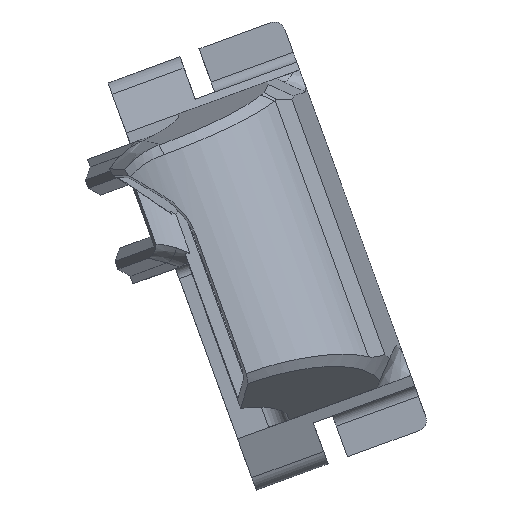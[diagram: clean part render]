
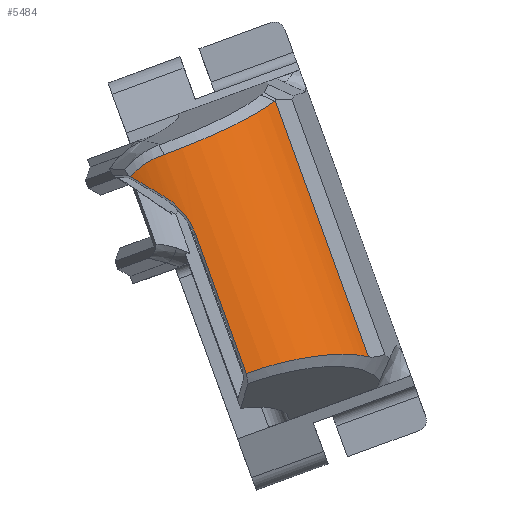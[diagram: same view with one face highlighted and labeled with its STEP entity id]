
A CAD part, top view. The second image highlights one B-rep face of the part: STEP entity #5484.
In plain terms, the highlighted cylindrical face has radius 12.827 mm (diameter 25.654 mm), a partial arc.
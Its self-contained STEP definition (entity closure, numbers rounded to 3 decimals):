
#55=CYLINDRICAL_SURFACE('',#5882,12.827);
#99=B_SPLINE_CURVE_WITH_KNOTS('',3,(#7929,#7930,#7931,#7932,#7933,#7934,
#7935,#7936),.UNSPECIFIED.,.F.,.F.,(4,2,2,4),(1.945,2.11,
2.275,2.372),.UNSPECIFIED.);
#111=B_SPLINE_CURVE_WITH_KNOTS('',3,(#8103,#8104,#8105,#8106,#8107,#8108,
#8109,#8110,#8111,#8112,#8113,#8114,#8115,#8116,#8117,#8118,#8119),
 .UNSPECIFIED.,.F.,.F.,(4,2,2,2,3,2,2,4),(-0.335,-0.293,
-0.251,-0.168,0.,0.025,
0.039,0.04),.UNSPECIFIED.);
#147=B_SPLINE_CURVE_WITH_KNOTS('',3,(#9529,#9530,#9531,#9532,#9533,#9534,
#9535,#9536,#9537,#9538,#9539,#9540,#9541,#9542),.UNSPECIFIED.,.F.,.F.,
(4,2,2,2,2,2,4),(-1.416,-1.24,-1.063,
-0.707,-0.356,-0.179,0.),
 .UNSPECIFIED.);
#148=B_SPLINE_CURVE_WITH_KNOTS('',3,(#9546,#9547,#9548,#9549),
 .UNSPECIFIED.,.F.,.F.,(4,4),(0.,0.),.UNSPECIFIED.);
#149=B_SPLINE_CURVE_WITH_KNOTS('',3,(#9550,#9551,#9552,#9553,#9554,#9555,
#9556,#9557,#9558,#9559,#9560,#9561,#9562,#9563),.UNSPECIFIED.,.F.,.F.,
(4,2,2,2,2,2,4),(-1.409,-1.233,-1.057,
-0.705,-0.352,-0.176,0.),
 .UNSPECIFIED.);
#458=FACE_OUTER_BOUND('',#740,.T.);
#740=EDGE_LOOP('',(#4769,#4770,#4771,#4772,#4773,#4774,#4775,#4776));
#919=LINE('',#7968,#1529);
#1370=LINE('',#9544,#1980);
#1529=VECTOR('',#6216,1000.);
#1980=VECTOR('',#7197,1000.);
#2013=ELLIPSE('',#5619,21.087,12.827);
#2205=VERTEX_POINT('',#7926);
#2206=VERTEX_POINT('',#7928);
#2218=VERTEX_POINT('',#7966);
#2227=VERTEX_POINT('',#8097);
#2228=VERTEX_POINT('',#8102);
#2573=VERTEX_POINT('',#9528);
#2574=VERTEX_POINT('',#9543);
#2575=VERTEX_POINT('',#9545);
#2762=EDGE_CURVE('',#2205,#2206,#99,.T.);
#2776=EDGE_CURVE('',#2218,#2205,#919,.T.);
#2787=EDGE_CURVE('',#2228,#2227,#111,.T.);
#2790=EDGE_CURVE('',#2206,#2227,#2013,.T.);
#3353=EDGE_CURVE('',#2218,#2573,#147,.T.);
#3354=EDGE_CURVE('',#2573,#2574,#1370,.T.);
#3355=EDGE_CURVE('',#2574,#2575,#148,.T.);
#3356=EDGE_CURVE('',#2575,#2228,#149,.T.);
#4769=ORIENTED_EDGE('',*,*,#2787,.T.);
#4770=ORIENTED_EDGE('',*,*,#2790,.F.);
#4771=ORIENTED_EDGE('',*,*,#2762,.F.);
#4772=ORIENTED_EDGE('',*,*,#2776,.F.);
#4773=ORIENTED_EDGE('',*,*,#3353,.T.);
#4774=ORIENTED_EDGE('',*,*,#3354,.T.);
#4775=ORIENTED_EDGE('',*,*,#3355,.T.);
#4776=ORIENTED_EDGE('',*,*,#3356,.T.);
#5484=ADVANCED_FACE('',(#458),#55,.T.);
#5619=AXIS2_PLACEMENT_3D('',#8141,#6219,#6220);
#5882=AXIS2_PLACEMENT_3D('',#9527,#7195,#7196);
#6216=DIRECTION('',(-0.342,0.94,0.));
#6219=DIRECTION('center_axis',(-0.518,-0.836,0.182));
#6220=DIRECTION('ref_axis',(0.828,-0.543,-0.139));
#7195=DIRECTION('center_axis',(-0.342,0.94,0.));
#7196=DIRECTION('ref_axis',(0.94,0.342,0.));
#7197=DIRECTION('',(-0.342,0.94,0.));
#7926=CARTESIAN_POINT('',(378.247,13.29,148.945));
#7928=CARTESIAN_POINT('',(375.448,16.697,148.911));
#7929=CARTESIAN_POINT('Ctrl Pts',(378.247,13.29,148.945));
#7930=CARTESIAN_POINT('Ctrl Pts',(378.058,13.807,148.945));
#7931=CARTESIAN_POINT('Ctrl Pts',(377.785,14.344,148.948));
#7932=CARTESIAN_POINT('Ctrl Pts',(377.1,15.321,148.953));
#7933=CARTESIAN_POINT('Ctrl Pts',(376.688,15.76,148.954));
#7934=CARTESIAN_POINT('Ctrl Pts',(376.018,16.32,148.938));
#7935=CARTESIAN_POINT('Ctrl Pts',(375.743,16.519,148.928));
#7936=CARTESIAN_POINT('Ctrl Pts',(375.448,16.697,148.911));
#7966=CARTESIAN_POINT('',(382.911,0.475,148.945));
#7968=CARTESIAN_POINT('',(384.747,-4.57,148.945));
#8097=CARTESIAN_POINT('',(372.225,18.603,148.491));
#8102=CARTESIAN_POINT('',(375.35,20.638,148.95));
#8103=CARTESIAN_POINT('Ctrl Pts',(375.35,20.638,148.95));
#8104=CARTESIAN_POINT('Ctrl Pts',(375.215,20.596,148.952));
#8105=CARTESIAN_POINT('Ctrl Pts',(375.083,20.55,148.953));
#8106=CARTESIAN_POINT('Ctrl Pts',(374.821,20.449,148.948));
#8107=CARTESIAN_POINT('Ctrl Pts',(374.692,20.394,148.944));
#8108=CARTESIAN_POINT('Ctrl Pts',(374.311,20.218,148.924));
#8109=CARTESIAN_POINT('Ctrl Pts',(374.064,20.086,148.901));
#8110=CARTESIAN_POINT('Ctrl Pts',(373.352,19.65,148.808));
#8111=CARTESIAN_POINT('Ctrl Pts',(372.909,19.304,148.711));
#8112=CARTESIAN_POINT('Ctrl Pts',(372.522,18.92,148.591));
#8113=CARTESIAN_POINT('Ctrl Pts',(372.464,18.861,148.573));
#8114=CARTESIAN_POINT('Ctrl Pts',(372.406,18.802,148.554));
#8115=CARTESIAN_POINT('Ctrl Pts',(372.319,18.708,148.525));
#8116=CARTESIAN_POINT('Ctrl Pts',(372.258,18.641,148.503));
#8117=CARTESIAN_POINT('Ctrl Pts',(372.227,18.606,148.492));
#8118=CARTESIAN_POINT('Ctrl Pts',(372.226,18.605,148.492));
#8119=CARTESIAN_POINT('Ctrl Pts',(372.225,18.603,148.491));
#8141=CARTESIAN_POINT('Origin',(378.172,12.227,136.125));
#9527=CARTESIAN_POINT('Origin',(384.339,-4.718,136.125));
#9528=CARTESIAN_POINT('',(394.16,2.002,141.753));
#9529=CARTESIAN_POINT('Ctrl Pts',(382.911,0.475,148.945));
#9530=CARTESIAN_POINT('Ctrl Pts',(383.464,0.67,148.925));
#9531=CARTESIAN_POINT('Ctrl Pts',(384.02,0.851,148.865));
#9532=CARTESIAN_POINT('Ctrl Pts',(385.13,1.184,148.665));
#9533=CARTESIAN_POINT('Ctrl Pts',(385.682,1.335,148.526));
#9534=CARTESIAN_POINT('Ctrl Pts',(387.323,1.74,147.991));
#9535=CARTESIAN_POINT('Ctrl Pts',(388.38,1.945,147.482));
#9536=CARTESIAN_POINT('Ctrl Pts',(390.348,2.205,146.207));
#9537=CARTESIAN_POINT('Ctrl Pts',(391.249,2.262,145.451));
#9538=CARTESIAN_POINT('Ctrl Pts',(392.456,2.244,144.168));
#9539=CARTESIAN_POINT('Ctrl Pts',(392.836,2.22,143.714));
#9540=CARTESIAN_POINT('Ctrl Pts',(393.541,2.138,142.762));
#9541=CARTESIAN_POINT('Ctrl Pts',(393.866,2.078,142.265));
#9542=CARTESIAN_POINT('Ctrl Pts',(394.16,2.002,141.753));
#9543=CARTESIAN_POINT('',(385.566,25.612,141.753));
#9544=CARTESIAN_POINT('',(395.171,-0.776,141.753));
#9545=CARTESIAN_POINT('',(385.543,25.581,141.818));
#9546=CARTESIAN_POINT('Ctrl Pts',(385.566,25.612,141.753));
#9547=CARTESIAN_POINT('Ctrl Pts',(385.559,25.601,141.775));
#9548=CARTESIAN_POINT('Ctrl Pts',(385.551,25.591,141.797));
#9549=CARTESIAN_POINT('Ctrl Pts',(385.543,25.581,141.818));
#9550=CARTESIAN_POINT('Ctrl Pts',(385.543,25.581,141.818));
#9551=CARTESIAN_POINT('Ctrl Pts',(385.33,25.413,142.34));
#9552=CARTESIAN_POINT('Ctrl Pts',(385.082,25.235,142.844));
#9553=CARTESIAN_POINT('Ctrl Pts',(384.52,24.864,143.809));
#9554=CARTESIAN_POINT('Ctrl Pts',(384.207,24.672,144.268));
#9555=CARTESIAN_POINT('Ctrl Pts',(383.181,24.074,145.568));
#9556=CARTESIAN_POINT('Ctrl Pts',(382.383,23.651,146.326));
#9557=CARTESIAN_POINT('Ctrl Pts',(380.595,22.783,147.581));
#9558=CARTESIAN_POINT('Ctrl Pts',(379.614,22.342,148.072));
#9559=CARTESIAN_POINT('Ctrl Pts',(378.058,21.687,148.579));
#9560=CARTESIAN_POINT('Ctrl Pts',(377.527,21.471,148.709));
#9561=CARTESIAN_POINT('Ctrl Pts',(376.447,21.047,148.889));
#9562=CARTESIAN_POINT('Ctrl Pts',(375.9,20.84,148.94));
#9563=CARTESIAN_POINT('Ctrl Pts',(375.35,20.638,148.95));
